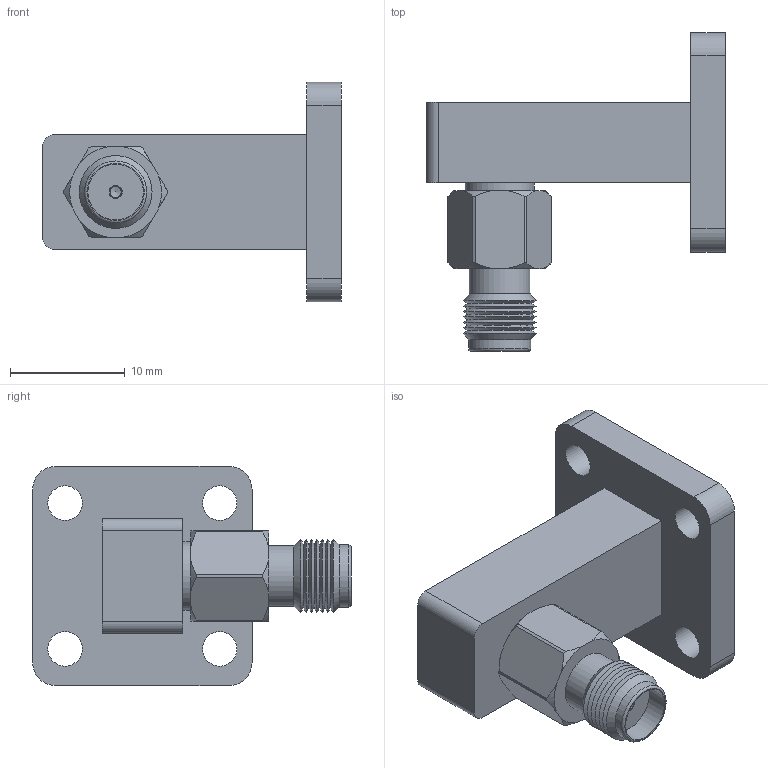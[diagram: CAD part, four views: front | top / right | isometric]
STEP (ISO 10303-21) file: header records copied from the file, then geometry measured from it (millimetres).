
FILE_DESCRIPTION (( 'STEP AP214' ), '1' );
FILE_NAME ('PEWCA1103_3D.STEP', '2020-05-20T19:24:44', ( '' ), ( '' ), 'SwSTEP 2.0', 'SolidWorks 2018', '' );
FILE_SCHEMA (( 'AUTOMOTIVE_DESIGN' ));
Length unit declared in the file: inch
Products named in the file (1): PEWCA1103_3D
Bounding box: 26 x 27.75 x 19.11 mm (x, y, z)
Volume: 2513.9 mm3; surface area: 2769.7 mm2
Topology: 1 solids, 1 shells, 80 faces, 191 edges, 122 vertices
Faces by surface type: plane 29, cone 27, cylinder 23, torus 1
Full cylindrical faces by diameter (mm): 0.953 x1, 1.078 x1, 1.136 x1, 3.003 x4, 4.839 x1, 5.286 x1, 5.406 x1, 6.005 x1
Entity records: 2296 total; most frequent: CARTESIAN_POINT 477, DIRECTION 374, ORIENTED_EDGE 326, EDGE_CURVE 163, AXIS2_PLACEMENT_3D 154, EDGE_LOOP 124, VERTEX_POINT 121, FACE_OUTER_BOUND 92
